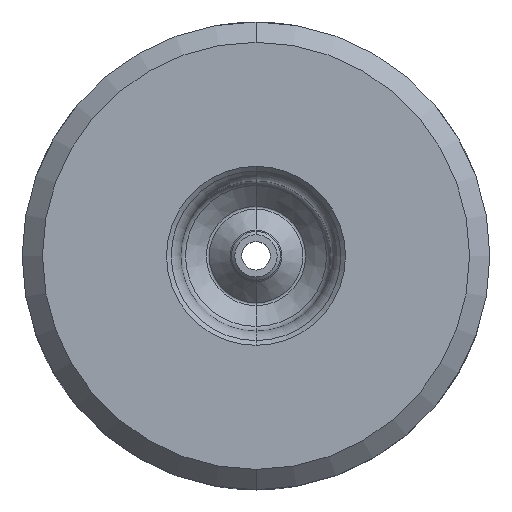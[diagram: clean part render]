
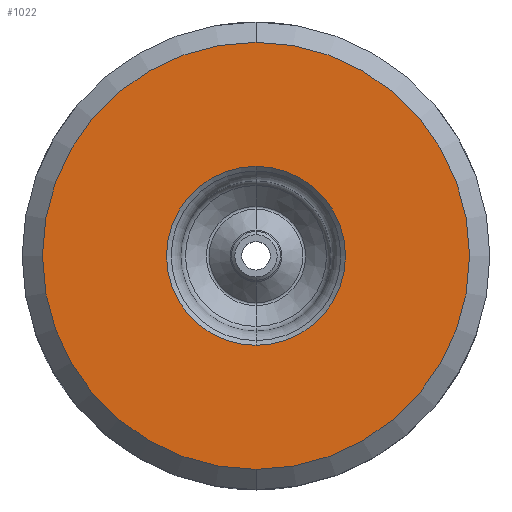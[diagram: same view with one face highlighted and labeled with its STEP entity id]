
A CAD part, top view. The second image highlights one B-rep face of the part: STEP entity #1022.
In plain terms, the highlighted planar face has unit normal (0, 0, 1).
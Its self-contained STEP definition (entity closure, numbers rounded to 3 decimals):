
#135 = CARTESIAN_POINT ( 'NONE',  ( 0., 52.5, 56.5 ) ) ;
#626 = DIRECTION ( 'NONE',  ( 0., 0., 1. ) ) ;
#715 = DIRECTION ( 'NONE',  ( 0., -1., 0. ) ) ;
#805 = AXIS2_PLACEMENT_3D ( 'NONE', #3478, #626, #2886 ) ;
#823 = DIRECTION ( 'NONE',  ( 0., 1., 0. ) ) ;
#832 = AXIS2_PLACEMENT_3D ( 'NONE', #3150, #2524, #3775 ) ;
#852 = CIRCLE ( 'NONE', #1142, 22. ) ;
#855 = DIRECTION ( 'NONE',  ( 0., 0., -1. ) ) ;
#864 = EDGE_CURVE ( 'NONE', #1249, #2729, #1694, .T. ) ;
#990 = FACE_BOUND ( 'NONE', #1989, .T. ) ;
#1022 = ADVANCED_FACE ( 'NONE', ( #3507, #990 ), #3117, .T. ) ;
#1142 = AXIS2_PLACEMENT_3D ( 'NONE', #3747, #855, #823 ) ;
#1198 = CARTESIAN_POINT ( 'NONE',  ( 0., -52.5, 56.5 ) ) ;
#1249 = VERTEX_POINT ( 'NONE', #1198 ) ;
#1382 = EDGE_CURVE ( 'NONE', #2262, #1900, #1796, .T. ) ;
#1491 = DIRECTION ( 'NONE',  ( 0., 0., 1. ) ) ;
#1694 = CIRCLE ( 'NONE', #3562, 52.5 ) ;
#1796 = CIRCLE ( 'NONE', #832, 22. ) ;
#1900 = VERTEX_POINT ( 'NONE', #2095 ) ;
#1989 = EDGE_LOOP ( 'NONE', ( #4041, #3353 ) ) ;
#2095 = CARTESIAN_POINT ( 'NONE',  ( 0., -22., 56.5 ) ) ;
#2100 = ORIENTED_EDGE ( 'NONE', *, *, #864, .T. ) ;
#2262 = VERTEX_POINT ( 'NONE', #2290 ) ;
#2290 = CARTESIAN_POINT ( 'NONE',  ( 0., 22., 56.5 ) ) ;
#2340 = CARTESIAN_POINT ( 'NONE',  ( 0., 0., 56.5 ) ) ;
#2406 = EDGE_CURVE ( 'NONE', #1900, #2262, #852, .T. ) ;
#2408 = EDGE_LOOP ( 'NONE', ( #3838, #2100 ) ) ;
#2524 = DIRECTION ( 'NONE',  ( 0., 0., -1. ) ) ;
#2677 = DIRECTION ( 'NONE',  ( 0., 0., 1. ) ) ;
#2729 = VERTEX_POINT ( 'NONE', #135 ) ;
#2886 = DIRECTION ( 'NONE',  ( 0., -1., 0. ) ) ;
#2895 = EDGE_CURVE ( 'NONE', #2729, #1249, #4169, .T. ) ;
#3117 = PLANE ( 'NONE',  #3343 ) ;
#3150 = CARTESIAN_POINT ( 'NONE',  ( 0., 0., 56.5 ) ) ;
#3343 = AXIS2_PLACEMENT_3D ( 'NONE', #4017, #1491, #4001 ) ;
#3353 = ORIENTED_EDGE ( 'NONE', *, *, #1382, .T. ) ;
#3478 = CARTESIAN_POINT ( 'NONE',  ( 0., 0., 56.5 ) ) ;
#3507 = FACE_OUTER_BOUND ( 'NONE', #2408, .T. ) ;
#3562 = AXIS2_PLACEMENT_3D ( 'NONE', #2340, #2677, #715 ) ;
#3747 = CARTESIAN_POINT ( 'NONE',  ( 0., 0., 56.5 ) ) ;
#3775 = DIRECTION ( 'NONE',  ( 0., 1., 0. ) ) ;
#3838 = ORIENTED_EDGE ( 'NONE', *, *, #2895, .T. ) ;
#4001 = DIRECTION ( 'NONE',  ( 0., -1., 0. ) ) ;
#4017 = CARTESIAN_POINT ( 'NONE',  ( 0., 0., 56.5 ) ) ;
#4041 = ORIENTED_EDGE ( 'NONE', *, *, #2406, .T. ) ;
#4169 = CIRCLE ( 'NONE', #805, 52.5 ) ;
